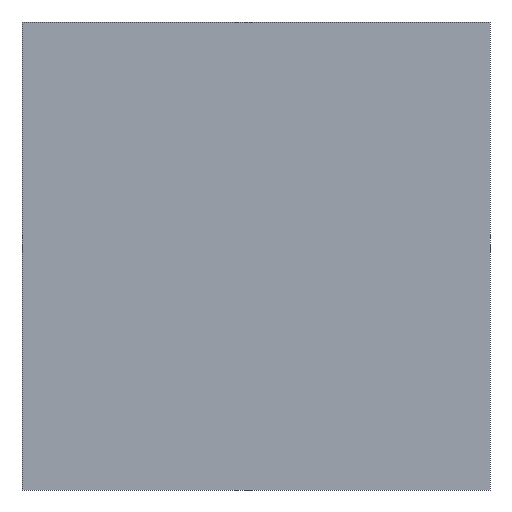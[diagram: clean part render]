
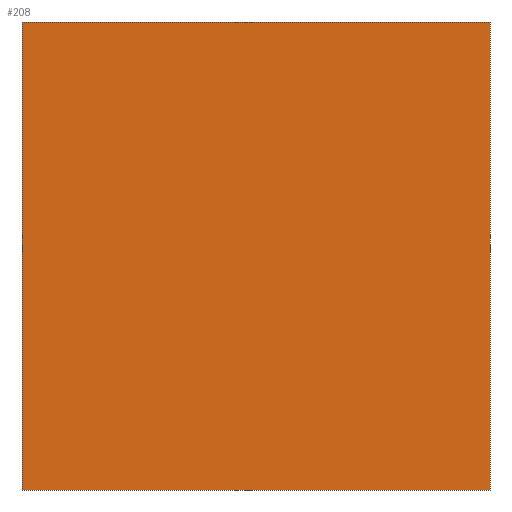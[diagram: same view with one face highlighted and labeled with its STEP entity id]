
A CAD part, front view. The second image highlights one B-rep face of the part: STEP entity #208.
In plain terms, the highlighted planar face has unit normal (0, -1, 0).
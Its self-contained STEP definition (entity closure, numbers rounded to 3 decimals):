
#4 = CARTESIAN_POINT ( 'NONE',  ( 0., 0., -300. ) ) ;
#20 = CARTESIAN_POINT ( 'NONE',  ( 300., 0., -300. ) ) ;
#27 = LINE ( 'NONE', #95, #51 ) ;
#33 = EDGE_CURVE ( 'NONE', #254, #219, #77, .T. ) ;
#36 = LINE ( 'NONE', #164, #186 ) ;
#45 = ORIENTED_EDGE ( 'NONE', *, *, #238, .T. ) ;
#51 = VECTOR ( 'NONE', #289, 1000. ) ;
#65 = VERTEX_POINT ( 'NONE', #74 ) ;
#74 = CARTESIAN_POINT ( 'NONE',  ( 300., 0., 0. ) ) ;
#77 = LINE ( 'NONE', #239, #291 ) ;
#80 = CARTESIAN_POINT ( 'NONE',  ( 300., 0., -300. ) ) ;
#86 = ORIENTED_EDGE ( 'NONE', *, *, #33, .F. ) ;
#91 = DIRECTION ( 'NONE',  ( 0., 0., 1. ) ) ;
#95 = CARTESIAN_POINT ( 'NONE',  ( 0., 0., -300. ) ) ;
#102 = VECTOR ( 'NONE', #91, 1000. ) ;
#104 = DIRECTION ( 'NONE',  ( 1., 0., 0. ) ) ;
#109 = AXIS2_PLACEMENT_3D ( 'NONE', #261, #235, #263 ) ;
#112 = VERTEX_POINT ( 'NONE', #80 ) ;
#123 = ORIENTED_EDGE ( 'NONE', *, *, #165, .F. ) ;
#164 = CARTESIAN_POINT ( 'NONE',  ( 0., 0., 0. ) ) ;
#165 = EDGE_CURVE ( 'NONE', #219, #65, #36, .T. ) ;
#186 = VECTOR ( 'NONE', #104, 1000. ) ;
#189 = PLANE ( 'NONE',  #109 ) ;
#198 = EDGE_LOOP ( 'NONE', ( #123, #86, #45, #249 ) ) ;
#208 = ADVANCED_FACE ( 'NONE', ( #288 ), #189, .T. ) ;
#219 = VERTEX_POINT ( 'NONE', #316 ) ;
#235 = DIRECTION ( 'NONE',  ( 0., -1., 0. ) ) ;
#238 = EDGE_CURVE ( 'NONE', #254, #112, #27, .T. ) ;
#239 = CARTESIAN_POINT ( 'NONE',  ( 0., 0., -300. ) ) ;
#249 = ORIENTED_EDGE ( 'NONE', *, *, #344, .T. ) ;
#254 = VERTEX_POINT ( 'NONE', #4 ) ;
#260 = DIRECTION ( 'NONE',  ( 0., 0., 1. ) ) ;
#261 = CARTESIAN_POINT ( 'NONE',  ( 0., 0., -300. ) ) ;
#263 = DIRECTION ( 'NONE',  ( 0., 0., -1. ) ) ;
#288 = FACE_OUTER_BOUND ( 'NONE', #198, .T. ) ;
#289 = DIRECTION ( 'NONE',  ( 1., 0., 0. ) ) ;
#291 = VECTOR ( 'NONE', #260, 1000. ) ;
#316 = CARTESIAN_POINT ( 'NONE',  ( 0., 0., 0. ) ) ;
#337 = LINE ( 'NONE', #20, #102 ) ;
#344 = EDGE_CURVE ( 'NONE', #112, #65, #337, .T. ) ;
